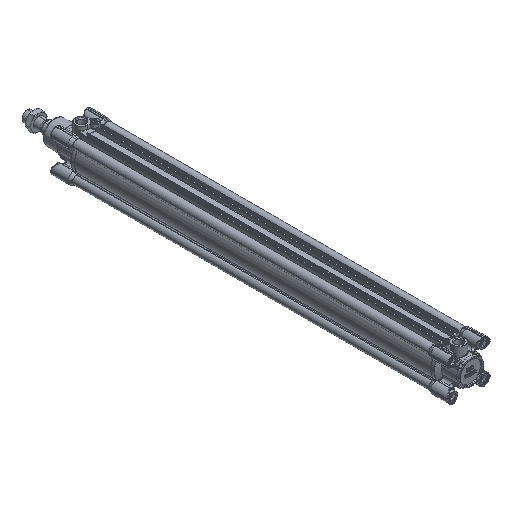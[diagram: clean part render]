
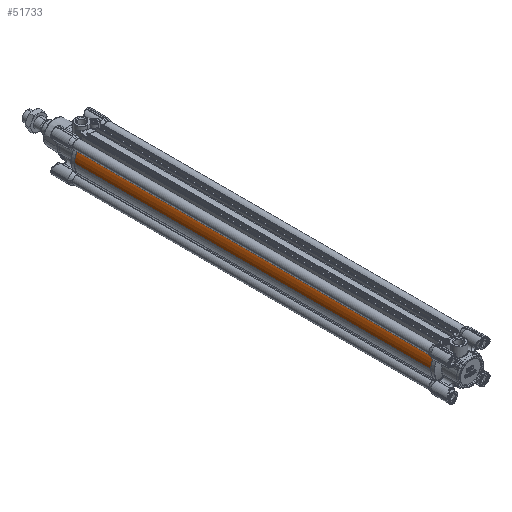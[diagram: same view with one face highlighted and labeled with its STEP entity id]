
A CAD part, isometric view. The second image highlights one B-rep face of the part: STEP entity #51733.
In plain terms, the highlighted cylindrical face has radius 27 mm (diameter 54 mm), a partial arc.
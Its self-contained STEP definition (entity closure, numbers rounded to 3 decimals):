
#5776 = DIRECTION ( 'NONE',  ( 1., 0., 0. ) ) ;
#6933 = DIRECTION ( 'NONE',  ( -1., 0., 0. ) ) ;
#10275 = EDGE_CURVE ( 'NONE', #89792, #25602, #89429, .T. ) ;
#11435 = DIRECTION ( 'NONE',  ( 0., -1., 0. ) ) ;
#16553 = AXIS2_PLACEMENT_3D ( 'NONE', #22470, #82102, #5776 ) ;
#20576 = ORIENTED_EDGE ( 'NONE', *, *, #10275, .F. ) ;
#22470 = CARTESIAN_POINT ( 'NONE',  ( 0., 575., 0. ) ) ;
#25602 = VERTEX_POINT ( 'NONE', #36623 ) ;
#25904 = CARTESIAN_POINT ( 'NONE',  ( 0., 31., 0. ) ) ;
#28192 = CARTESIAN_POINT ( 'NONE',  ( -22.483, 575., 14.95 ) ) ;
#28731 = DIRECTION ( 'NONE',  ( 0., 1., 0. ) ) ;
#35380 = EDGE_CURVE ( 'NONE', #58669, #44980, #101053, .T. ) ;
#36623 = CARTESIAN_POINT ( 'NONE',  ( -27., 575., 0. ) ) ;
#40350 = DIRECTION ( 'NONE',  ( 0., 1., 0. ) ) ;
#42018 = VECTOR ( 'NONE', #65481, 1000. ) ;
#44980 = VERTEX_POINT ( 'NONE', #28192 ) ;
#48153 = FACE_OUTER_BOUND ( 'NONE', #49219, .T. ) ;
#49219 = EDGE_LOOP ( 'NONE', ( #20576, #57195, #70797, #81773 ) ) ;
#51733 = ADVANCED_FACE ( 'NONE', ( #48153 ), #82700, .T. ) ;
#57195 = ORIENTED_EDGE ( 'NONE', *, *, #86835, .F. ) ;
#58213 = CARTESIAN_POINT ( 'NONE',  ( -22.483, 531., 14.95 ) ) ;
#58669 = VERTEX_POINT ( 'NONE', #84843 ) ;
#58923 = CARTESIAN_POINT ( 'NONE',  ( -27., 31., 0. ) ) ;
#61096 = AXIS2_PLACEMENT_3D ( 'NONE', #25904, #11435, #70473 ) ;
#63419 = VECTOR ( 'NONE', #28731, 1000. ) ;
#65481 = DIRECTION ( 'NONE',  ( 0., 1., 0. ) ) ;
#70473 = DIRECTION ( 'NONE',  ( 1., 0., 0. ) ) ;
#70797 = ORIENTED_EDGE ( 'NONE', *, *, #35380, .T. ) ;
#81773 = ORIENTED_EDGE ( 'NONE', *, *, #86308, .T. ) ;
#82102 = DIRECTION ( 'NONE',  ( 0., -1., 0. ) ) ;
#82700 = CYLINDRICAL_SURFACE ( 'NONE', #99712, 27. ) ;
#84843 = CARTESIAN_POINT ( 'NONE',  ( -22.483, 31., 14.95 ) ) ;
#86308 = EDGE_CURVE ( 'NONE', #44980, #25602, #94783, .T. ) ;
#86835 = EDGE_CURVE ( 'NONE', #58669, #89792, #100268, .T. ) ;
#89429 = LINE ( 'NONE', #105040, #63419 ) ;
#89792 = VERTEX_POINT ( 'NONE', #58923 ) ;
#91568 = CARTESIAN_POINT ( 'NONE',  ( 0., 531., 0. ) ) ;
#94783 = CIRCLE ( 'NONE', #16553, 27. ) ;
#99712 = AXIS2_PLACEMENT_3D ( 'NONE', #91568, #40350, #6933 ) ;
#100268 = CIRCLE ( 'NONE', #61096, 27. ) ;
#101053 = LINE ( 'NONE', #58213, #42018 ) ;
#105040 = CARTESIAN_POINT ( 'NONE',  ( -27., 531., 0. ) ) ;
